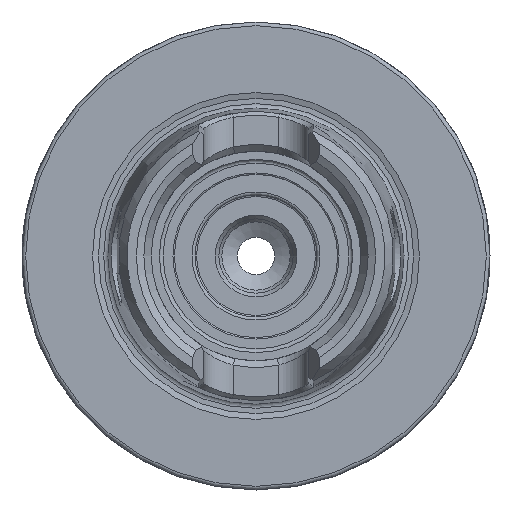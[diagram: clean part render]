
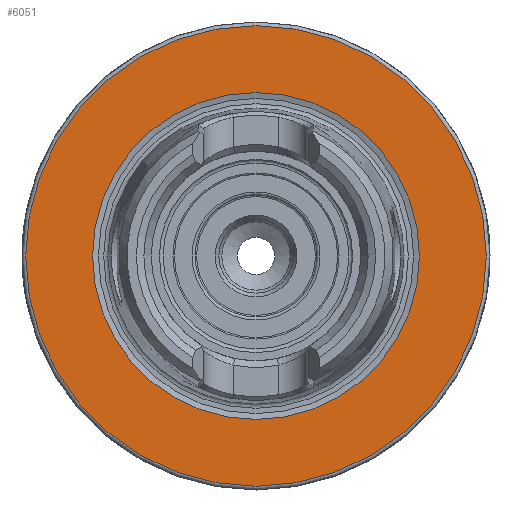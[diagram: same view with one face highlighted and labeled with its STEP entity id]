
A CAD part, left-side view. The second image highlights one B-rep face of the part: STEP entity #6051.
In plain terms, the highlighted planar face has unit normal (-1, 0, 0).
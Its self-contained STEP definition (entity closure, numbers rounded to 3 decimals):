
#6017=CARTESIAN_POINT('',(0.0,22.,0.0));
#6018=VERTEX_POINT('',#6017);
#6019=CARTESIAN_POINT('',(0.0,0.,0.0));
#6020=DIRECTION('',(1.0,0.0,0.0));
#6021=DIRECTION('',(0.0,1.0,0.0));
#6022=AXIS2_PLACEMENT_3D('',#6019,#6020,#6021);
#6023=CIRCLE('',#6022,22.);
#6024=EDGE_CURVE('',#6018,#6018,#6023,.T.);
#6032=CARTESIAN_POINT('',(0.0,26.5,0.0));
#6033=DIRECTION('',(-1.0,0.0,0.0));
#6034=DIRECTION('',(0.0,0.0,1.0));
#6035=AXIS2_PLACEMENT_3D('',#6032,#6033,#6034);
#6036=PLANE('',#6035);
#6037=CARTESIAN_POINT('',(0.0,31.,0.0));
#6038=VERTEX_POINT('',#6037);
#6039=CARTESIAN_POINT('',(0.0,0.,0.0));
#6040=DIRECTION('',(1.0,0.0,0.0));
#6041=DIRECTION('',(0.0,1.0,0.0));
#6042=AXIS2_PLACEMENT_3D('',#6039,#6040,#6041);
#6043=CIRCLE('',#6042,31.);
#6044=EDGE_CURVE('',#6038,#6038,#6043,.T.);
#6045=ORIENTED_EDGE('',*,*,#6044,.F.);
#6046=EDGE_LOOP('',(#6045));
#6047=FACE_OUTER_BOUND('',#6046,.T.);
#6048=ORIENTED_EDGE('',*,*,#6024,.T.);
#6049=EDGE_LOOP('',(#6048));
#6050=FACE_BOUND('',#6049,.T.);
#6051=ADVANCED_FACE('',(#6047,#6050),#6036,.T.);
